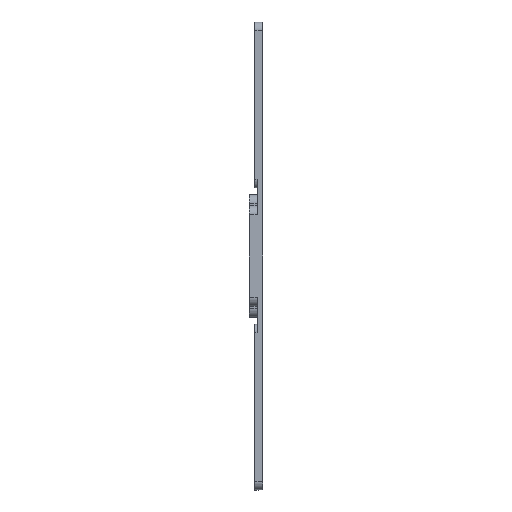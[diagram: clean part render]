
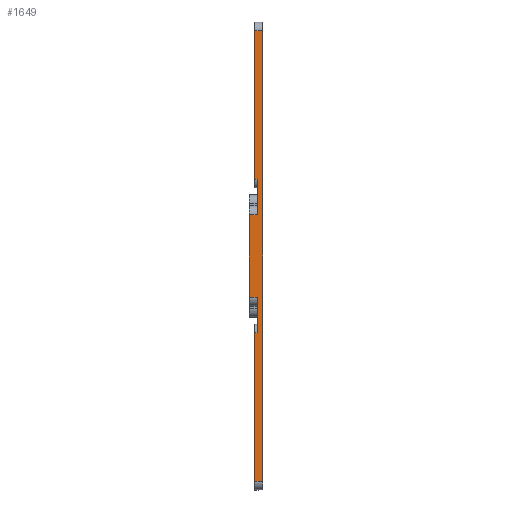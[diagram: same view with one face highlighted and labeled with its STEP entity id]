
A CAD part, left-side view. The second image highlights one B-rep face of the part: STEP entity #1649.
In plain terms, the highlighted planar face has unit normal (-1, 0, 0).
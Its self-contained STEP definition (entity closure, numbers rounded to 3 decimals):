
#68 = CARTESIAN_POINT ( 'NONE',  ( -12.5, 0.9, 8.8 ) ) ;
#82 = EDGE_CURVE ( 'NONE', #1256, #5177, #6265, .T. ) ;
#193 = LINE ( 'NONE', #2330, #877 ) ;
#203 = CARTESIAN_POINT ( 'NONE',  ( -12.5, 1.5, -4.75 ) ) ;
#296 = ORIENTED_EDGE ( 'NONE', *, *, #3930, .T. ) ;
#349 = CARTESIAN_POINT ( 'NONE',  ( -12.5, 0.9, 8.8 ) ) ;
#510 = VERTEX_POINT ( 'NONE', #6473 ) ;
#657 = EDGE_CURVE ( 'NONE', #1951, #1399, #193, .T. ) ;
#742 = CARTESIAN_POINT ( 'NONE',  ( -12.5, 0., -25.8 ) ) ;
#877 = VECTOR ( 'NONE', #1778, 1000. ) ;
#1027 = VECTOR ( 'NONE', #4109, 1000. ) ;
#1071 = EDGE_CURVE ( 'NONE', #3187, #2536, #2848, .T. ) ;
#1144 = DIRECTION ( 'NONE',  ( 0., 0., 1. ) ) ;
#1187 = CARTESIAN_POINT ( 'NONE',  ( -12.5, 1.5, -4.75 ) ) ;
#1256 = VERTEX_POINT ( 'NONE', #349 ) ;
#1294 = DIRECTION ( 'NONE',  ( 0., 0., 1. ) ) ;
#1322 = CARTESIAN_POINT ( 'NONE',  ( -12.5, 0.9, 25.8 ) ) ;
#1340 = ORIENTED_EDGE ( 'NONE', *, *, #657, .F. ) ;
#1399 = VERTEX_POINT ( 'NONE', #4098 ) ;
#1414 = EDGE_CURVE ( 'NONE', #510, #6847, #6994, .T. ) ;
#1515 = ORIENTED_EDGE ( 'NONE', *, *, #82, .F. ) ;
#1526 = CARTESIAN_POINT ( 'NONE',  ( -12.5, 0.6, 0. ) ) ;
#1575 = EDGE_CURVE ( 'NONE', #6881, #4777, #6250, .T. ) ;
#1586 = AXIS2_PLACEMENT_3D ( 'NONE', #1963, #5764, #5302 ) ;
#1630 = VECTOR ( 'NONE', #1144, 1000. ) ;
#1649 = ADVANCED_FACE ( 'NONE', ( #2313 ), #1933, .T. ) ;
#1718 = CARTESIAN_POINT ( 'NONE',  ( -12.5, 0.6, -8.8 ) ) ;
#1762 = DIRECTION ( 'NONE',  ( 0., 0., 1. ) ) ;
#1778 = DIRECTION ( 'NONE',  ( 0., 0., 1. ) ) ;
#1933 = PLANE ( 'NONE',  #1586 ) ;
#1951 = VERTEX_POINT ( 'NONE', #1718 ) ;
#1954 = EDGE_CURVE ( 'NONE', #5177, #3198, #3676, .T. ) ;
#1963 = CARTESIAN_POINT ( 'NONE',  ( -12.5, 0., 6. ) ) ;
#2093 = EDGE_CURVE ( 'NONE', #4777, #1951, #2122, .T. ) ;
#2122 = LINE ( 'NONE', #2974, #1027 ) ;
#2144 = DIRECTION ( 'NONE',  ( 0., -1., 0. ) ) ;
#2186 = EDGE_LOOP ( 'NONE', ( #6612, #3116, #1515, #2569, #4565, #6499, #3488, #296, #1340, #6288, #5247, #6739 ) ) ;
#2208 = VECTOR ( 'NONE', #5560, 1000. ) ;
#2292 = DIRECTION ( 'NONE',  ( 0., 0., 1. ) ) ;
#2313 = FACE_OUTER_BOUND ( 'NONE', #2186, .T. ) ;
#2330 = CARTESIAN_POINT ( 'NONE',  ( -12.5, 0.6, 0. ) ) ;
#2390 = VECTOR ( 'NONE', #2144, 1000. ) ;
#2424 = EDGE_CURVE ( 'NONE', #4887, #3198, #6478, .T. ) ;
#2536 = VERTEX_POINT ( 'NONE', #4602 ) ;
#2569 = ORIENTED_EDGE ( 'NONE', *, *, #2976, .T. ) ;
#2848 = LINE ( 'NONE', #5017, #6918 ) ;
#2919 = LINE ( 'NONE', #4302, #2390 ) ;
#2935 = DIRECTION ( 'NONE',  ( 0., -1., 0. ) ) ;
#2974 = CARTESIAN_POINT ( 'NONE',  ( -12.5, 0.9, -8.8 ) ) ;
#2976 = EDGE_CURVE ( 'NONE', #1256, #6847, #2919, .T. ) ;
#3116 = ORIENTED_EDGE ( 'NONE', *, *, #1954, .F. ) ;
#3178 = CARTESIAN_POINT ( 'NONE',  ( -12.5, 0.9, -25.8 ) ) ;
#3187 = VERTEX_POINT ( 'NONE', #1187 ) ;
#3198 = VERTEX_POINT ( 'NONE', #3329 ) ;
#3253 = VECTOR ( 'NONE', #3393, 1000. ) ;
#3277 = DIRECTION ( 'NONE',  ( 0., -1., 0. ) ) ;
#3328 = VECTOR ( 'NONE', #1294, 1000. ) ;
#3329 = CARTESIAN_POINT ( 'NONE',  ( -12.5, 0., 25.8 ) ) ;
#3393 = DIRECTION ( 'NONE',  ( 0., -1., 0. ) ) ;
#3488 = ORIENTED_EDGE ( 'NONE', *, *, #1071, .F. ) ;
#3529 = CARTESIAN_POINT ( 'NONE',  ( -12.5, 0.9, -8.8 ) ) ;
#3676 = LINE ( 'NONE', #4553, #2208 ) ;
#3930 = EDGE_CURVE ( 'NONE', #3187, #1399, #6942, .T. ) ;
#4098 = CARTESIAN_POINT ( 'NONE',  ( -12.5, 0.6, -4.75 ) ) ;
#4100 = VECTOR ( 'NONE', #5310, 1000. ) ;
#4109 = DIRECTION ( 'NONE',  ( 0., -1., 0. ) ) ;
#4210 = CARTESIAN_POINT ( 'NONE',  ( -12.5, 0.6, 8.8 ) ) ;
#4302 = CARTESIAN_POINT ( 'NONE',  ( -12.5, 0.9, 8.8 ) ) ;
#4504 = CARTESIAN_POINT ( 'NONE',  ( -12.5, 0., 6. ) ) ;
#4553 = CARTESIAN_POINT ( 'NONE',  ( -12.5, 0., 25.8 ) ) ;
#4554 = VECTOR ( 'NONE', #3277, 1000. ) ;
#4565 = ORIENTED_EDGE ( 'NONE', *, *, #1414, .F. ) ;
#4602 = CARTESIAN_POINT ( 'NONE',  ( -12.5, 1.5, 4.75 ) ) ;
#4777 = VERTEX_POINT ( 'NONE', #3529 ) ;
#4886 = LINE ( 'NONE', #5659, #3253 ) ;
#4887 = VERTEX_POINT ( 'NONE', #5886 ) ;
#4979 = EDGE_CURVE ( 'NONE', #6881, #4887, #6353, .T. ) ;
#5017 = CARTESIAN_POINT ( 'NONE',  ( -12.5, 1.5, -4.75 ) ) ;
#5177 = VERTEX_POINT ( 'NONE', #1322 ) ;
#5247 = ORIENTED_EDGE ( 'NONE', *, *, #1575, .F. ) ;
#5302 = DIRECTION ( 'NONE',  ( 0., 0., 1. ) ) ;
#5310 = DIRECTION ( 'NONE',  ( 0., 0., 1. ) ) ;
#5344 = VECTOR ( 'NONE', #2935, 1000. ) ;
#5560 = DIRECTION ( 'NONE',  ( 0., -1., 0. ) ) ;
#5659 = CARTESIAN_POINT ( 'NONE',  ( -12.5, 1.5, 4.75 ) ) ;
#5764 = DIRECTION ( 'NONE',  ( -1., 0., 0. ) ) ;
#5886 = CARTESIAN_POINT ( 'NONE',  ( -12.5, 0., -25.8 ) ) ;
#5976 = VECTOR ( 'NONE', #1762, 1000. ) ;
#6250 = LINE ( 'NONE', #6255, #3328 ) ;
#6255 = CARTESIAN_POINT ( 'NONE',  ( -12.5, 0.9, -25.8 ) ) ;
#6265 = LINE ( 'NONE', #68, #1630 ) ;
#6288 = ORIENTED_EDGE ( 'NONE', *, *, #2093, .F. ) ;
#6353 = LINE ( 'NONE', #742, #4554 ) ;
#6473 = CARTESIAN_POINT ( 'NONE',  ( -12.5, 0.6, 4.75 ) ) ;
#6478 = LINE ( 'NONE', #4504, #5976 ) ;
#6482 = EDGE_CURVE ( 'NONE', #2536, #510, #4886, .T. ) ;
#6499 = ORIENTED_EDGE ( 'NONE', *, *, #6482, .F. ) ;
#6612 = ORIENTED_EDGE ( 'NONE', *, *, #2424, .T. ) ;
#6739 = ORIENTED_EDGE ( 'NONE', *, *, #4979, .T. ) ;
#6847 = VERTEX_POINT ( 'NONE', #4210 ) ;
#6881 = VERTEX_POINT ( 'NONE', #3178 ) ;
#6918 = VECTOR ( 'NONE', #2292, 1000. ) ;
#6942 = LINE ( 'NONE', #203, #5344 ) ;
#6994 = LINE ( 'NONE', #1526, #4100 ) ;
